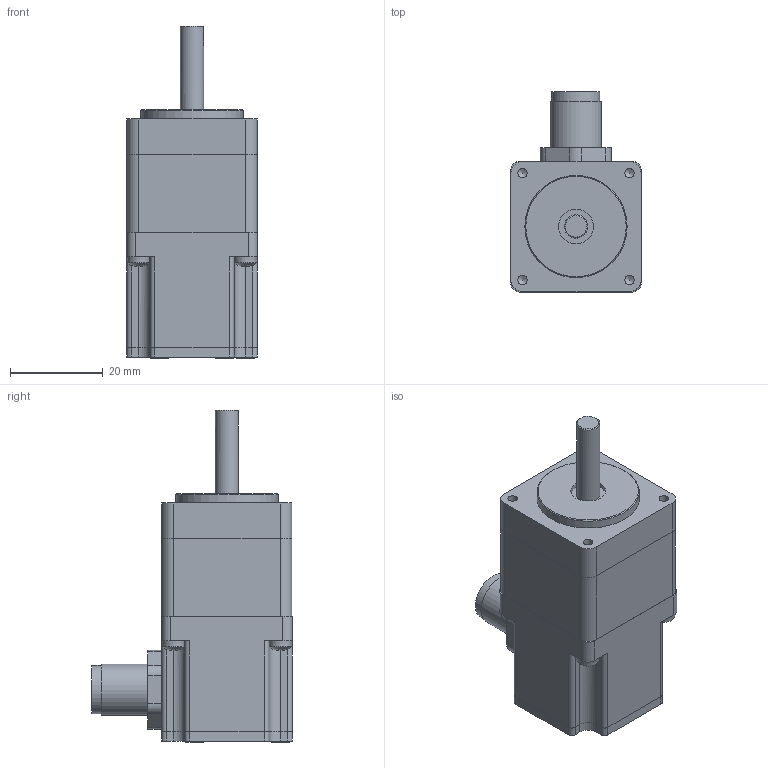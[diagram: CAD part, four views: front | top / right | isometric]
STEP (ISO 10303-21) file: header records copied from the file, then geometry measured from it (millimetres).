
FILE_DESCRIPTION((''),'2;1');
FILE_NAME('AS2818S0604.stp','2011-10-26T10:00:23',('wei_j'),(''),'Autodesk Inventor 2010','Autodesk Inventor 2010','');
FILE_SCHEMA(('AUTOMOTIVE_DESIGN { 1 0 10303 214 1 1 1 1 }'));
Length unit declared in the file: millimetre
Products named in the file (1): AS2818S0604
Bounding box: 28.1 x 43.1 x 71.4 mm (x, y, z)
Volume: 28369.7 mm3; surface area: 13901.5 mm2
Topology: 1 solids, 8 shells, 447 faces, 1185 edges, 770 vertices
Faces by surface type: plane 201, cone 107, cylinder 78, bspline 41, torus 16, sphere 4
Full cylindrical faces by diameter (mm): 1 x5, 1.755 x4, 2 x4, 2.275 x4, 3.8 x4, 5 x1, 8.2 x1, 10 x1, 10.4 x2, 11 x1, 12 x1, 13 x1, 16.95 x1, 17.22 x1, 22 x1
Entity records: 14338 total; most frequent: CARTESIAN_POINT 3982, DIRECTION 2073, ORIENTED_EDGE 2062, EDGE_CURVE 1031, AXIS2_PLACEMENT_3D 814, VERTEX_POINT 717, EDGE_LOOP 580, FACE_OUTER_BOUND 447
